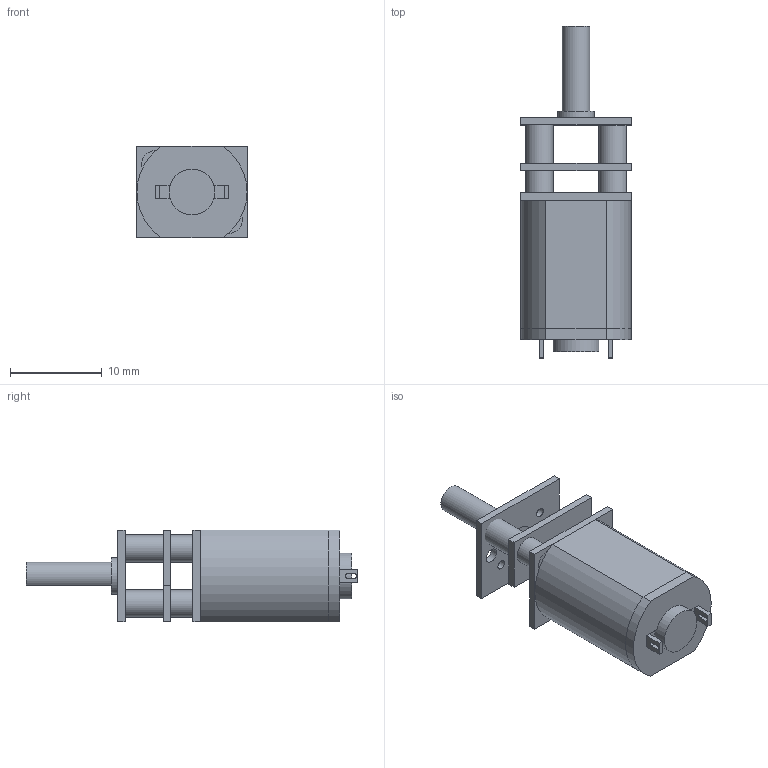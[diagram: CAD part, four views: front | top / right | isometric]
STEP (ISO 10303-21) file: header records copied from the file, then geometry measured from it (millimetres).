
FILE_DESCRIPTION(/* description */ (''),/* implementation_level */ '2;1');
FILE_NAME(/* name */ 'N20 v2.step',/* time_stamp */ '2023-07-16T19:02:03+01:00',/* author */ (''),/* organization */ (''),/* preprocessor_version */ 'ST-DEVELOPER v19.2',/* originating_system */ 'Autodesk Translation Framework v12.6.0.85',/* authorisation */ '');
FILE_SCHEMA (('AUTOMOTIVE_DESIGN { 1 0 10303 214 3 1 1 }'));
Length unit declared in the file: millimetre
Products named in the file (1): N20
Bounding box: 12 x 36.2 x 10 mm (x, y, z)
Volume: 2026.8 mm3; surface area: 2207.1 mm2
Topology: 12 solids, 12 shells, 152 faces, 370 edges, 246 vertices
Faces by surface type: plane 93, cylinder 51, cone 4, bspline 4
Full cylindrical faces by diameter (mm): 1 x3, 1.139 x6, 1.271 x2, 1.538 x4, 1.6 x4, 1.8 x2, 2 x1, 3 x5, 4 x1, 5 x2
Entity records: 8991 total; most frequent: CARTESIAN_POINT 5326, ORIENTED_EDGE 740, DIRECTION 690, EDGE_CURVE 370, VERTEX_POINT 246, LINE 236, VECTOR 236, AXIS2_PLACEMENT_3D 227
